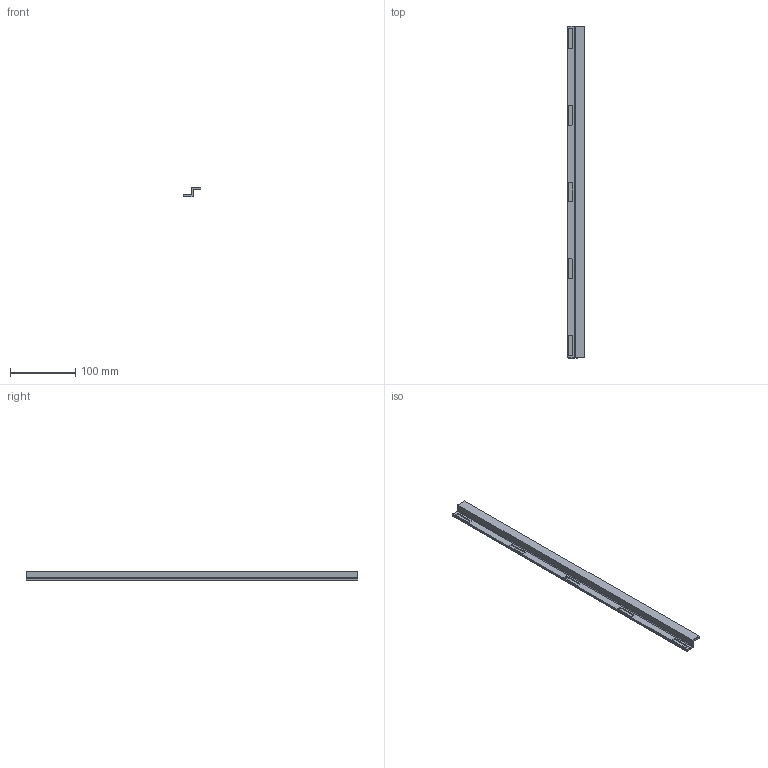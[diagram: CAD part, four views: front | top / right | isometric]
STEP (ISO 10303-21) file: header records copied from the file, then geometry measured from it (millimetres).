
FILE_DESCRIPTION((''),'2;1');
FILE_NAME('RE-ENG-043744 komplett.stp','2018-05-16T13:35:53',('dehorsoep'),(''),'Autodesk Inventor 2011','Autodesk Inventor 2011','');
FILE_SCHEMA(('AUTOMOTIVE_DESIGN { 1 0 10303 214 1 1 1 1 }'));
Length unit declared in the file: millimetre
Products named in the file (1): RE-ENG-043744
Bounding box: 27.22 x 510 x 15 mm (x, y, z)
Volume: 68443.1 mm3; surface area: 43363.7 mm2
Topology: 1 solids, 1 shells, 84 faces, 207 edges, 130 vertices
Faces by surface type: cylinder 40, plane 36, torus 6, sphere 2
Entity records: 2505 total; most frequent: DIRECTION 457, CARTESIAN_POINT 422, ORIENTED_EDGE 414, EDGE_CURVE 207, AXIS2_PLACEMENT_3D 165, VERTEX_POINT 130, VECTOR 127, LINE 127
